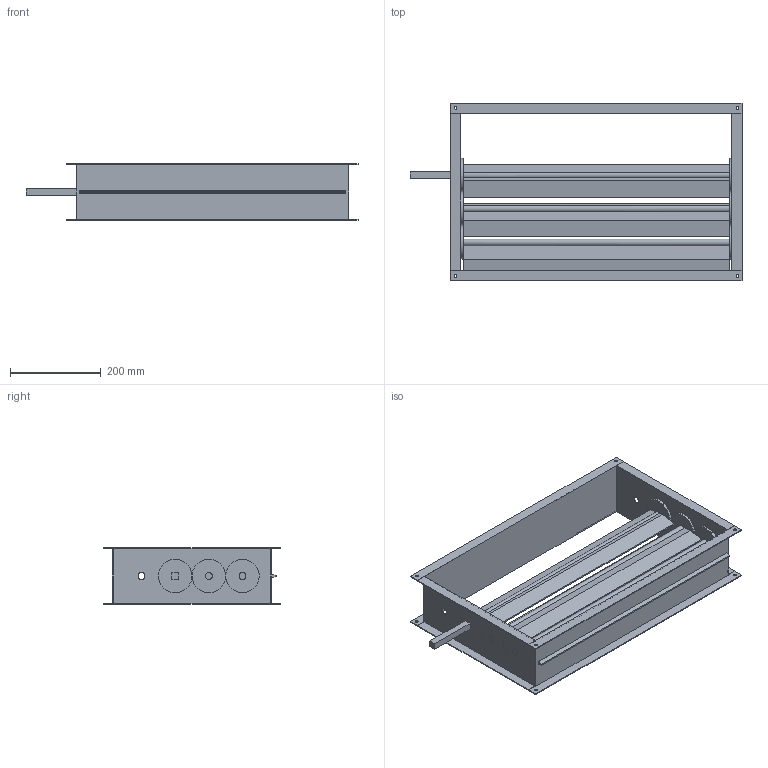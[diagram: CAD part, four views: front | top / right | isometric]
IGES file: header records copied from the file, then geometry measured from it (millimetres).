
Global section: file name: GR0003124; native system: AutoCAD 2021 - Deutsch (German); preprocessor: Autodesk Translation Framework DWG producer (atf_dwg_producer); organization: unknown; date: 20230109.143905; units: millimetre
Bounding box: 730 x 390 x 124 mm (x, y, z)
Volume: 2085309.4 mm3; surface area: 928736.4 mm2
Topology: 1 solids, 1 shells, 142 faces, 405 edges, 258 vertices
Faces by surface type: bspline 142
